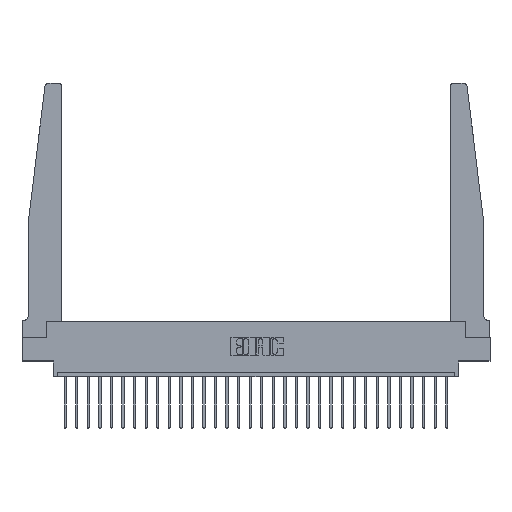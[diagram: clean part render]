
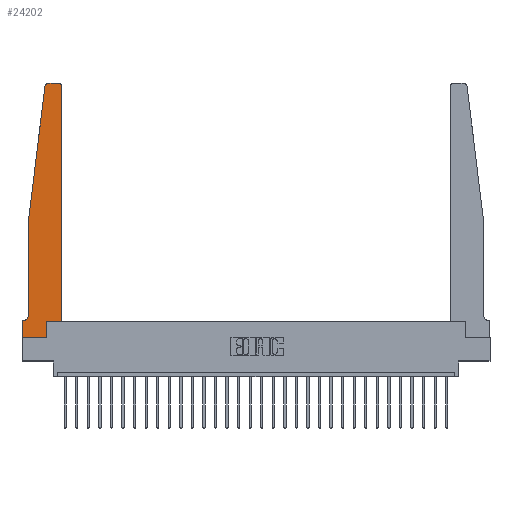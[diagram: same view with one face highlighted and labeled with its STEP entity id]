
A CAD part, top view. The second image highlights one B-rep face of the part: STEP entity #24202.
In plain terms, the highlighted planar face has unit normal (0, 0, 1).
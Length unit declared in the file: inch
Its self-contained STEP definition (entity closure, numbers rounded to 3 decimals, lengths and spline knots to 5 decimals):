
#12 = EDGE_CURVE ( 'NONE', #16031, #22851, #12785, .T. ) ;
#349 = AXIS2_PLACEMENT_3D ( 'NONE', #7454, #5106, #4949 ) ;
#374 = DIRECTION ( 'NONE',  ( 0., 1., 0. ) ) ;
#441 = ORIENTED_EDGE ( 'NONE', *, *, #11163, .T. ) ;
#902 = LINE ( 'NONE', #11487, #6903 ) ;
#1174 = ORIENTED_EDGE ( 'NONE', *, *, #2092, .T. ) ;
#1195 = LINE ( 'NONE', #15957, #8142 ) ;
#1770 = CARTESIAN_POINT ( 'NONE',  ( 0.425, 0.18, 0.37 ) ) ;
#1995 = DIRECTION ( 'NONE',  ( -0.122, -0.992, 0. ) ) ;
#2092 = EDGE_CURVE ( 'NONE', #22851, #14480, #13031, .T. ) ;
#2185 = VERTEX_POINT ( 'NONE', #5388 ) ;
#2408 = CIRCLE ( 'NONE', #15736, 0.03 ) ;
#2498 = ORIENTED_EDGE ( 'NONE', *, *, #6643, .T. ) ;
#2991 = VERTEX_POINT ( 'NONE', #17815 ) ;
#3136 = DIRECTION ( 'NONE',  ( 1., 0., 0. ) ) ;
#3153 = LINE ( 'NONE', #18218, #23013 ) ;
#4060 = LINE ( 'NONE', #21074, #18137 ) ;
#4303 = CARTESIAN_POINT ( 'NONE',  ( 0.065, 1.25, 0.37 ) ) ;
#4621 = AXIS2_PLACEMENT_3D ( 'NONE', #5191, #26636, #14089 ) ;
#4838 = ORIENTED_EDGE ( 'NONE', *, *, #15858, .T. ) ;
#4949 = DIRECTION ( 'NONE',  ( 1., 0., 0. ) ) ;
#5050 = EDGE_LOOP ( 'NONE', ( #441, #19223, #2498, #5197, #12360, #22560, #19253, #4838, #27290, #17896, #1174, #27239 ) ) ;
#5106 = DIRECTION ( 'NONE',  ( 0., 0., 1. ) ) ;
#5191 = CARTESIAN_POINT ( 'NONE',  ( 0.015, 0.2375, 0.37 ) ) ;
#5197 = ORIENTED_EDGE ( 'NONE', *, *, #8359, .T. ) ;
#5388 = CARTESIAN_POINT ( 'NONE',  ( 0.24675, 2.72367, 0.37 ) ) ;
#6551 = DIRECTION ( 'NONE',  ( 0., -1., 0. ) ) ;
#6643 = EDGE_CURVE ( 'NONE', #2185, #2991, #4060, .T. ) ;
#6659 = CARTESIAN_POINT ( 'NONE',  ( 0.425, 0.18, 0.37 ) ) ;
#6786 = CARTESIAN_POINT ( 'NONE',  ( 0., 0.1875, 0.37 ) ) ;
#6903 = VECTOR ( 'NONE', #17634, 39.37008 ) ;
#7454 = CARTESIAN_POINT ( 'NONE',  ( 0.395, 2.72, 0.37 ) ) ;
#7709 = CARTESIAN_POINT ( 'NONE',  ( 0., 0., 0.37 ) ) ;
#7923 = EDGE_CURVE ( 'NONE', #8547, #16031, #1195, .T. ) ;
#8142 = VECTOR ( 'NONE', #22635, 39.37008 ) ;
#8359 = EDGE_CURVE ( 'NONE', #2991, #13900, #15033, .T. ) ;
#8547 = VERTEX_POINT ( 'NONE', #26470 ) ;
#9760 = VECTOR ( 'NONE', #374, 39.37008 ) ;
#10424 = VERTEX_POINT ( 'NONE', #20506 ) ;
#11057 = VERTEX_POINT ( 'NONE', #23519 ) ;
#11163 = EDGE_CURVE ( 'NONE', #14327, #10424, #3153, .T. ) ;
#11487 = CARTESIAN_POINT ( 'NONE',  ( 0.065, 0.1875, 0.37 ) ) ;
#11603 = CARTESIAN_POINT ( 'NONE',  ( 0.425, 2.72, 0.37 ) ) ;
#11725 = EDGE_CURVE ( 'NONE', #14480, #14327, #27462, .T. ) ;
#11749 = DIRECTION ( 'NONE',  ( 1., 0., 0. ) ) ;
#12010 = VERTEX_POINT ( 'NONE', #15083 ) ;
#12360 = ORIENTED_EDGE ( 'NONE', *, *, #18368, .T. ) ;
#12539 = CARTESIAN_POINT ( 'NONE',  ( 0., 0., 0.37 ) ) ;
#12785 = LINE ( 'NONE', #26468, #24381 ) ;
#13001 = VERTEX_POINT ( 'NONE', #14131 ) ;
#13031 = LINE ( 'NONE', #6659, #9760 ) ;
#13377 = EDGE_CURVE ( 'NONE', #10424, #2185, #2408, .T. ) ;
#13501 = DIRECTION ( 'NONE',  ( 1., 0., 0. ) ) ;
#13832 = DIRECTION ( 'NONE',  ( 0., 0., 1. ) ) ;
#13900 = VERTEX_POINT ( 'NONE', #21028 ) ;
#13914 = VECTOR ( 'NONE', #11749, 39.37008 ) ;
#14089 = DIRECTION ( 'NONE',  ( -1., 0., 0. ) ) ;
#14131 = CARTESIAN_POINT ( 'NONE',  ( 0.015, 0.1875, 0.37 ) ) ;
#14327 = VERTEX_POINT ( 'NONE', #16762 ) ;
#14480 = VERTEX_POINT ( 'NONE', #11603 ) ;
#15033 = LINE ( 'NONE', #4303, #18380 ) ;
#15083 = CARTESIAN_POINT ( 'NONE',  ( 0., 0.1875, 0.37 ) ) ;
#15736 = AXIS2_PLACEMENT_3D ( 'NONE', #16050, #13832, #24697 ) ;
#15858 = EDGE_CURVE ( 'NONE', #11057, #8547, #22326, .T. ) ;
#15957 = CARTESIAN_POINT ( 'NONE',  ( 0.2605, 0.18, 0.37 ) ) ;
#16031 = VERTEX_POINT ( 'NONE', #20933 ) ;
#16050 = CARTESIAN_POINT ( 'NONE',  ( 0.27653, 2.72, 0.37 ) ) ;
#16635 = CIRCLE ( 'NONE', #4621, 0.05 ) ;
#16762 = CARTESIAN_POINT ( 'NONE',  ( 0.395, 2.75, 0.37 ) ) ;
#17382 = PLANE ( 'NONE',  #18783 ) ;
#17634 = DIRECTION ( 'NONE',  ( -1., 0., 0. ) ) ;
#17815 = CARTESIAN_POINT ( 'NONE',  ( 0.065, 1.25, 0.37 ) ) ;
#17896 = ORIENTED_EDGE ( 'NONE', *, *, #12, .T. ) ;
#18137 = VECTOR ( 'NONE', #1995, 39.37008 ) ;
#18218 = CARTESIAN_POINT ( 'NONE',  ( 0.25, 2.75, 0.37 ) ) ;
#18368 = EDGE_CURVE ( 'NONE', #13900, #13001, #16635, .T. ) ;
#18380 = VECTOR ( 'NONE', #6551, 39.37008 ) ;
#18783 = AXIS2_PLACEMENT_3D ( 'NONE', #6786, #24053, #3136 ) ;
#19223 = ORIENTED_EDGE ( 'NONE', *, *, #13377, .T. ) ;
#19253 = ORIENTED_EDGE ( 'NONE', *, *, #23721, .T. ) ;
#19442 = FACE_OUTER_BOUND ( 'NONE', #5050, .T. ) ;
#19528 = EDGE_CURVE ( 'NONE', #13001, #12010, #902, .T. ) ;
#20434 = DIRECTION ( 'NONE',  ( -1., 0., 0. ) ) ;
#20506 = CARTESIAN_POINT ( 'NONE',  ( 0.27653, 2.75, 0.37 ) ) ;
#20933 = CARTESIAN_POINT ( 'NONE',  ( 0.2605, 0.18, 0.37 ) ) ;
#21028 = CARTESIAN_POINT ( 'NONE',  ( 0.065, 0.2375, 0.37 ) ) ;
#21074 = CARTESIAN_POINT ( 'NONE',  ( 0.065, 1.25, 0.37 ) ) ;
#21469 = LINE ( 'NONE', #12539, #27216 ) ;
#22326 = LINE ( 'NONE', #7709, #13914 ) ;
#22560 = ORIENTED_EDGE ( 'NONE', *, *, #19528, .T. ) ;
#22635 = DIRECTION ( 'NONE',  ( 0., 1., 0. ) ) ;
#22851 = VERTEX_POINT ( 'NONE', #1770 ) ;
#23013 = VECTOR ( 'NONE', #20434, 39.37008 ) ;
#23519 = CARTESIAN_POINT ( 'NONE',  ( 0., 0., 0.37 ) ) ;
#23721 = EDGE_CURVE ( 'NONE', #12010, #11057, #21469, .T. ) ;
#24053 = DIRECTION ( 'NONE',  ( 0., 0., 1. ) ) ;
#24202 = ADVANCED_FACE ( 'NONE', ( #19442 ), #17382, .T. ) ;
#24381 = VECTOR ( 'NONE', #13501, 39.37008 ) ;
#24697 = DIRECTION ( 'NONE',  ( 1., 0., 0. ) ) ;
#25653 = DIRECTION ( 'NONE',  ( 0., -1., 0. ) ) ;
#26468 = CARTESIAN_POINT ( 'NONE',  ( 0.425, 0.18, 0.37 ) ) ;
#26470 = CARTESIAN_POINT ( 'NONE',  ( 0.2605, 0., 0.37 ) ) ;
#26636 = DIRECTION ( 'NONE',  ( 0., 0., -1. ) ) ;
#27216 = VECTOR ( 'NONE', #25653, 39.37008 ) ;
#27239 = ORIENTED_EDGE ( 'NONE', *, *, #11725, .T. ) ;
#27290 = ORIENTED_EDGE ( 'NONE', *, *, #7923, .T. ) ;
#27462 = CIRCLE ( 'NONE', #349, 0.03 ) ;
